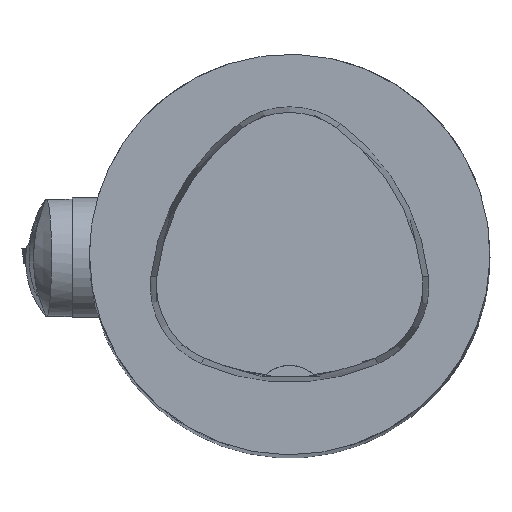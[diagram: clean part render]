
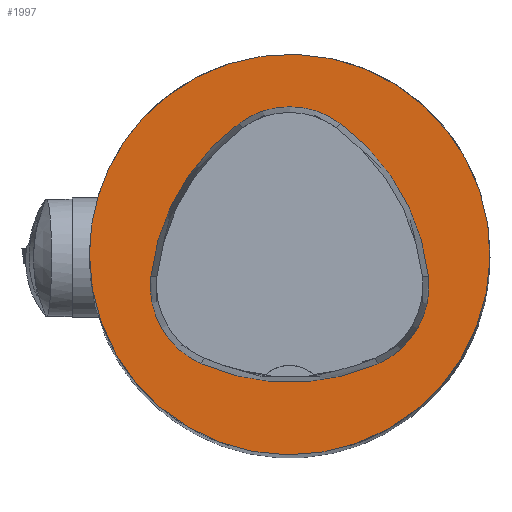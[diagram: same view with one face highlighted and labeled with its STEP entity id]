
A CAD part, top view. The second image highlights one B-rep face of the part: STEP entity #1997.
In plain terms, the highlighted planar face has unit normal (0, 0, 1).
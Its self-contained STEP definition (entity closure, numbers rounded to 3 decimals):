
#1997=ADVANCED_FACE('',(#2636,#2637),#2337,.T.);
#2337=PLANE('',#6912);
#2636=FACE_BOUND('',#2737,.T.);
#2637=FACE_BOUND('',#2738,.T.);
#2737=EDGE_LOOP('',(#3292,#3293,#3294,#3295,#3296,#3297));
#2738=EDGE_LOOP('',(#3298));
#3292=ORIENTED_EDGE('',*,*,#5764,.T.);
#3293=ORIENTED_EDGE('',*,*,#5744,.T.);
#3294=ORIENTED_EDGE('',*,*,#5748,.T.);
#3295=ORIENTED_EDGE('',*,*,#5751,.T.);
#3296=ORIENTED_EDGE('',*,*,#5754,.T.);
#3297=ORIENTED_EDGE('',*,*,#5762,.T.);
#3298=ORIENTED_EDGE('',*,*,#5711,.F.);
#5052=VERTEX_POINT('',#9232);
#5083=VERTEX_POINT('',#9377);
#5084=VERTEX_POINT('',#9378);
#5087=VERTEX_POINT('',#9386);
#5089=VERTEX_POINT('',#9392);
#5091=VERTEX_POINT('',#9398);
#5098=VERTEX_POINT('',#9419);
#5711=EDGE_CURVE('',#5052,#5052,#6609,.T.);
#5744=EDGE_CURVE('',#5083,#5084,#6612,.T.);
#5748=EDGE_CURVE('',#5084,#5087,#6614,.T.);
#5751=EDGE_CURVE('',#5087,#5089,#6616,.T.);
#5754=EDGE_CURVE('',#5089,#5091,#6618,.T.);
#5762=EDGE_CURVE('',#5091,#5098,#6622,.T.);
#5764=EDGE_CURVE('',#5098,#5083,#6624,.T.);
#6609=CIRCLE('',#6873,40.);
#6612=CIRCLE('',#6890,44.);
#6614=CIRCLE('',#6893,17.);
#6616=CIRCLE('',#6896,44.);
#6618=CIRCLE('',#6899,17.);
#6622=CIRCLE('',#6904,44.);
#6624=CIRCLE('',#6907,17.);
#6873=AXIS2_PLACEMENT_3D('',#9231,#7506,#7507);
#6890=AXIS2_PLACEMENT_3D('',#9376,#7550,#7551);
#6893=AXIS2_PLACEMENT_3D('',#9385,#7558,#7559);
#6896=AXIS2_PLACEMENT_3D('',#9391,#7565,#7566);
#6899=AXIS2_PLACEMENT_3D('',#9397,#7572,#7573);
#6904=AXIS2_PLACEMENT_3D('',#9420,#7584,#7585);
#6907=AXIS2_PLACEMENT_3D('',#9423,#7590,#7591);
#6912=AXIS2_PLACEMENT_3D('',#9428,#7600,#7601);
#7506=DIRECTION('',(0.,0.,-1.));
#7507=DIRECTION('',(-1.,0.,0.));
#7550=DIRECTION('',(0.,0.,-1.));
#7551=DIRECTION('',(-1.,0.,0.));
#7558=DIRECTION('',(0.,0.,-1.));
#7559=DIRECTION('',(-1.,0.,0.));
#7565=DIRECTION('',(0.,0.,-1.));
#7566=DIRECTION('',(-1.,0.,0.));
#7572=DIRECTION('',(0.,0.,-1.));
#7573=DIRECTION('',(-1.,0.,0.));
#7584=DIRECTION('',(0.,0.,-1.));
#7585=DIRECTION('',(-1.,0.,0.));
#7590=DIRECTION('',(0.,0.,-1.));
#7591=DIRECTION('',(-1.,0.,0.));
#7600=DIRECTION('',(0.,0.,1.));
#7601=DIRECTION('',(1.,0.,0.));
#9231=CARTESIAN_POINT('',(0.,0.,0.));
#9232=CARTESIAN_POINT('',(-40.,0.,0.));
#9376=CARTESIAN_POINT('',(16.01,-9.224,0.));
#9377=CARTESIAN_POINT('',(-27.722,-4.378,0.));
#9378=CARTESIAN_POINT('',(-10.119,26.178,0.));
#9385=CARTESIAN_POINT('',(-0.023,12.5,0.));
#9386=CARTESIAN_POINT('',(10.049,26.194,0.));
#9391=CARTESIAN_POINT('',(-16.021,-9.25,0.));
#9392=CARTESIAN_POINT('',(27.71,-4.394,0.));
#9397=CARTESIAN_POINT('',(10.814,-6.27,0.));
#9398=CARTESIAN_POINT('',(17.611,-21.852,0.));
#9419=CARTESIAN_POINT('',(-17.652,-21.819,0.));
#9420=CARTESIAN_POINT('',(0.017,18.477,0.));
#9423=CARTESIAN_POINT('',(-10.825,-6.25,0.));
#9428=CARTESIAN_POINT('',(0.,0.,0.));
